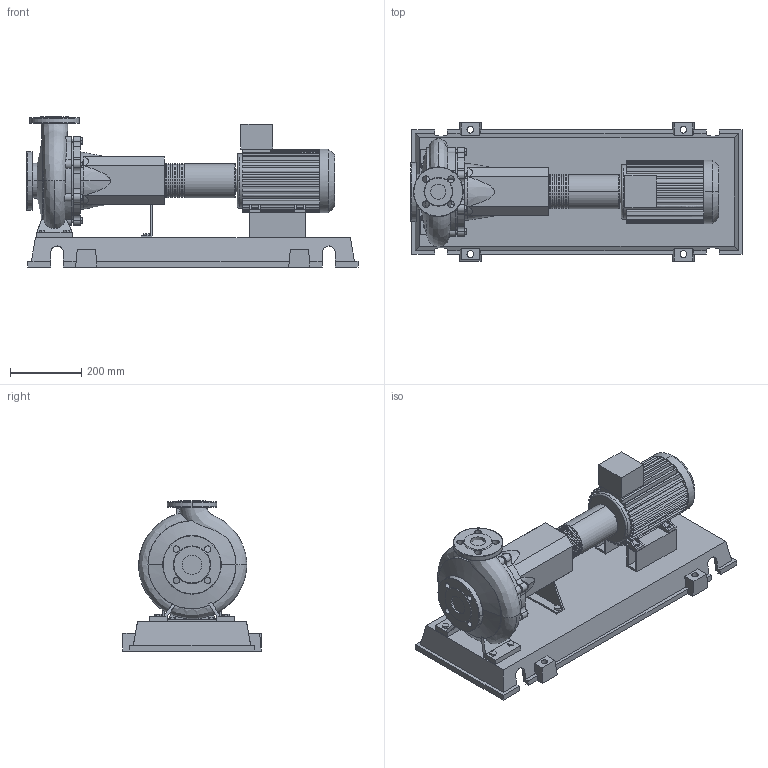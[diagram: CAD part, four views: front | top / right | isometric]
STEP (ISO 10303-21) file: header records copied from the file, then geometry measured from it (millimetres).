
FILE_DESCRIPTION((''),'2;1');
FILE_NAME('3d_NL32_200B-2.2-2-12-4110570.stp','2015-03-02T14:57:58',(''),(''),'Mechanical Desktop 2009','Mechanical Desktop 2009',', , ');
FILE_SCHEMA(('CONFIG_CONTROL_DESIGN'));
Length unit declared in the file: millimetre
Products named in the file (1): Product
Bounding box: 935 x 390 x 423 mm (x, y, z)
Volume: 25053570.1 mm3; surface area: 2228139.1 mm2
Topology: 13 solids, 13 shells, 832 faces, 2229 edges, 1469 vertices
Faces by surface type: plane 437, cylinder 194, bspline 181, cone 10, torus 10
Entity records: 30000 total; most frequent: CARTESIAN_POINT 9219, ORIENTED_EDGE 4460, DIRECTION 4069, EDGE_CURVE 2230, VERTEX_POINT 1468, VECTOR 1435, LINE 1435, AXIS2_PLACEMENT_3D 1317
